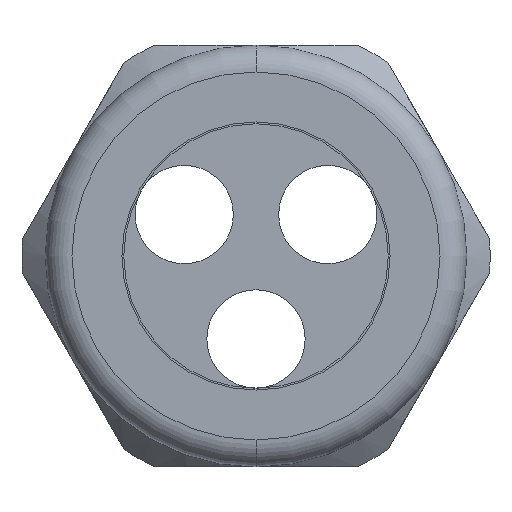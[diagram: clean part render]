
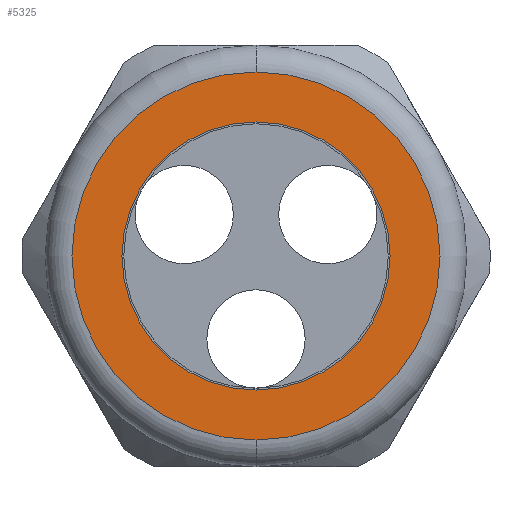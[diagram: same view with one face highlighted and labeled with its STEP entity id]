
A CAD part, left-side view. The second image highlights one B-rep face of the part: STEP entity #5325.
In plain terms, the highlighted planar face has unit normal (-1, 0, 0).
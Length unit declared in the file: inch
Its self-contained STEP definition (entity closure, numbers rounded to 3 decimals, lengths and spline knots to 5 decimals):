
#445 = VERTEX_POINT ( 'NONE', #2408 ) ;
#447 = EDGE_CURVE ( 'NONE', #448, #445, #2407, .T. ) ;
#448 = VERTEX_POINT ( 'NONE', #2402 ) ;
#478 = EDGE_CURVE ( 'NONE', #479, #480, #2470, .T. ) ;
#479 = VERTEX_POINT ( 'NONE', #2465 ) ;
#480 = VERTEX_POINT ( 'NONE', #2464 ) ;
#2402 = CARTESIAN_POINT ( 'NONE',  ( -2.24, 0., 1.03 ) ) ;
#2403 = DIRECTION ( 'NONE',  ( 0., 0., 1. ) ) ;
#2404 = DIRECTION ( 'NONE',  ( -1., 0., 0. ) ) ;
#2405 = CARTESIAN_POINT ( 'NONE',  ( -2.24, 0., 0. ) ) ;
#2406 = AXIS2_PLACEMENT_3D ( 'NONE', #2405, #2404, #2403 ) ;
#2407 = CIRCLE ( 'NONE', #2406, 1.03 ) ;
#2408 = CARTESIAN_POINT ( 'NONE',  ( -2.24, 0., -1.03 ) ) ;
#2464 = CARTESIAN_POINT ( 'NONE',  ( -2.24, 0., -0.75 ) ) ;
#2465 = CARTESIAN_POINT ( 'NONE',  ( -2.24, 0., 0.75 ) ) ;
#2466 = DIRECTION ( 'NONE',  ( 0., 0., -1. ) ) ;
#2467 = DIRECTION ( 'NONE',  ( 1., 0., 0. ) ) ;
#2468 = CARTESIAN_POINT ( 'NONE',  ( -2.24, 0., 0. ) ) ;
#2469 = AXIS2_PLACEMENT_3D ( 'NONE', #2468, #2467, #2466 ) ;
#2470 = CIRCLE ( 'NONE', #2469, 0.75 ) ;
#4912 = DIRECTION ( 'NONE',  ( 0., 0., -1. ) ) ;
#4913 = DIRECTION ( 'NONE',  ( 1., 0., 0. ) ) ;
#4914 = CARTESIAN_POINT ( 'NONE',  ( -2.24, 0., 0. ) ) ;
#4915 = AXIS2_PLACEMENT_3D ( 'NONE', #4914, #4913, #4912 ) ;
#4916 = CIRCLE ( 'NONE', #4915, 0.75 ) ;
#4999 = DIRECTION ( 'NONE',  ( 0., 0., 1. ) ) ;
#5000 = DIRECTION ( 'NONE',  ( -1., 0., 0. ) ) ;
#5001 = CARTESIAN_POINT ( 'NONE',  ( -2.24, 1.18, 0. ) ) ;
#5002 = AXIS2_PLACEMENT_3D ( 'NONE', #5001, #5000, #4999 ) ;
#5003 = PLANE ( 'NONE',  #5002 ) ;
#5005 = FACE_BOUND ( 'NONE', #5318, .T. ) ;
#5006 = FACE_OUTER_BOUND ( 'NONE', #5323, .T. ) ;
#5007 = DIRECTION ( 'NONE',  ( 0., 0., 1. ) ) ;
#5008 = DIRECTION ( 'NONE',  ( -1., 0., 0. ) ) ;
#5009 = CARTESIAN_POINT ( 'NONE',  ( -2.24, 0., 0. ) ) ;
#5010 = AXIS2_PLACEMENT_3D ( 'NONE', #5009, #5008, #5007 ) ;
#5014 = CIRCLE ( 'NONE', #5010, 1.03 ) ;
#5258 = EDGE_CURVE ( 'NONE', #480, #479, #4916, .T. ) ;
#5315 = ORIENTED_EDGE ( 'NONE', *, *, #478, .T. ) ;
#5317 = ORIENTED_EDGE ( 'NONE', *, *, #5258, .T. ) ;
#5318 = EDGE_LOOP ( 'NONE', ( #5317, #5315 ) ) ;
#5320 = ORIENTED_EDGE ( 'NONE', *, *, #5322, .T. ) ;
#5321 = ORIENTED_EDGE ( 'NONE', *, *, #447, .T. ) ;
#5322 = EDGE_CURVE ( 'NONE', #445, #448, #5014, .T. ) ;
#5323 = EDGE_LOOP ( 'NONE', ( #5321, #5320 ) ) ;
#5325 = ADVANCED_FACE ( 'NONE', ( #5006, #5005 ), #5003, .T. ) ;
